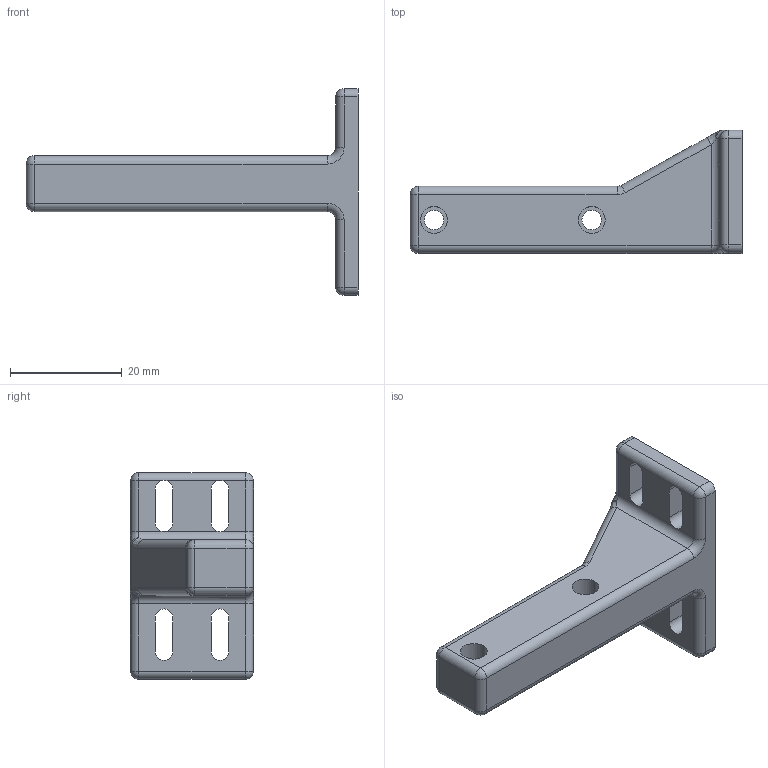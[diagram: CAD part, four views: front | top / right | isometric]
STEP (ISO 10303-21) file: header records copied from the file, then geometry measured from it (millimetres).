
FILE_DESCRIPTION((''),'2;1');
FILE_NAME('QUICKDRAW_ENDER_DOCK','2022-05-21T08:31:40',('Thomas'),(''),'CREO PARAMETRIC BY PTC INC, 2020281','CREO PARAMETRIC BY PTC INC, 2020281','');
FILE_SCHEMA(('CONFIG_CONTROL_DESIGN'));
Length unit declared in the file: millimetre
Products named in the file (1): QUICKDRAW_ENDER_DOCK
Bounding box: 59.38 x 22 x 37 mm (x, y, z)
Volume: 9926.5 mm3; surface area: 4724 mm2
Topology: 1 solids, 1 shells, 82 faces, 198 edges, 118 vertices
Faces by surface type: cylinder 40, plane 24, sphere 10, torus 6, bspline 2
Entity records: 2516 total; most frequent: CARTESIAN_POINT 496, DIRECTION 444, ORIENTED_EDGE 396, EDGE_CURVE 198, AXIS2_PLACEMENT_3D 174, VERTEX_POINT 118, VECTOR 96, LINE 96
